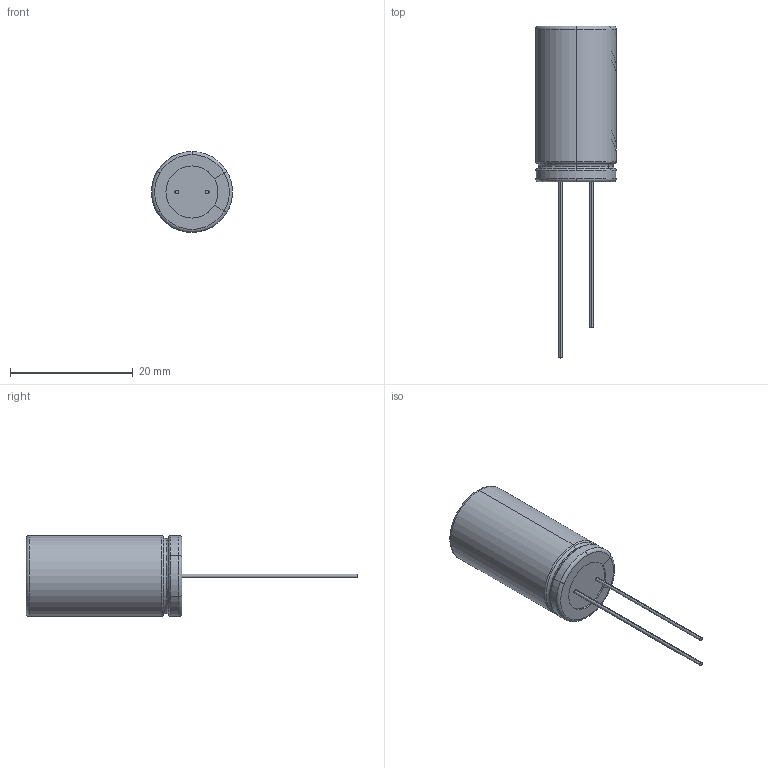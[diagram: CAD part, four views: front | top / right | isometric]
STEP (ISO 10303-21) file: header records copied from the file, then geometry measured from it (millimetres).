
FILE_DESCRIPTION (( 'STEP AP214' ), '1' );
FILE_NAME ('User Library-Capacitor, Al El, Thru Mt, 2200uF, 25V - CDE #SEK222M025ST.STEP', '2010-12-21T02:29:45', ( 'sysAdmin' ), ( 'SolidWorks' ), 'SwSTEP 2.0', 'SolidWorks 2011', '' );
FILE_SCHEMA (( 'AUTOMOTIVE_DESIGN' ));
Length unit declared in the file: millimetre
Products named in the file (1): User Library-Capacitor, Al El, Thru Mt, 2200uF, 25V - CDE #SEK222M025ST
Bounding box: 13.2 x 54.15 x 13.2 mm (x, y, z)
Volume: 3440.1 mm3; surface area: 1437.4 mm2
Topology: 1 solids, 1 shells, 52 faces, 122 edges, 75 vertices
Faces by surface type: torus 26, cylinder 18, plane 8
Entity records: 1801 total; most frequent: DIRECTION 309, CARTESIAN_POINT 290, ORIENTED_EDGE 244, AXIS2_PLACEMENT_3D 142, EDGE_CURVE 122, CIRCLE 89, VERTEX_POINT 75, EDGE_LOOP 55
